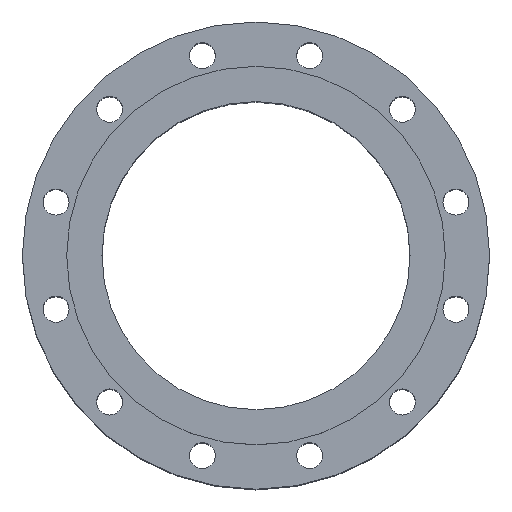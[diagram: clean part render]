
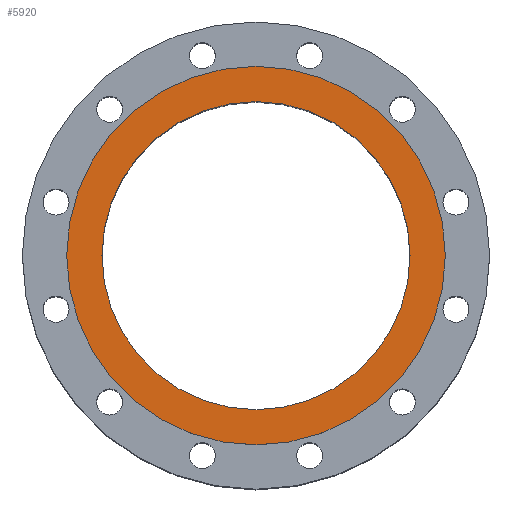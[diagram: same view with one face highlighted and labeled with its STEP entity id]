
A CAD part, top view. The second image highlights one B-rep face of the part: STEP entity #5920.
In plain terms, the highlighted planar face has unit normal (0, 0, 1).
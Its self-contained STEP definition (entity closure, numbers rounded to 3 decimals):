
#549 = AXIS2_PLACEMENT_3D ( 'NONE', #18236, #27622, #22865 ) ;
#866 = EDGE_LOOP ( 'NONE', ( #21017, #17449 ) ) ;
#2705 = DIRECTION ( 'NONE',  ( 0., 0., 1. ) ) ;
#3242 = EDGE_CURVE ( 'NONE', #26252, #3507, #9667, .T. ) ;
#3507 = VERTEX_POINT ( 'NONE', #23775 ) ;
#3720 = ORIENTED_EDGE ( 'NONE', *, *, #16461, .F. ) ;
#3835 = DIRECTION ( 'NONE',  ( 1., 0., 0. ) ) ;
#4437 = CIRCLE ( 'NONE', #4915, 130.2 ) ;
#4915 = AXIS2_PLACEMENT_3D ( 'NONE', #13233, #22620, #25083 ) ;
#5314 = CARTESIAN_POINT ( 'NONE',  ( 0., 0., 0. ) ) ;
#5920 = ADVANCED_FACE ( 'NONE', ( #23852, #6415 ), #30082, .F. ) ;
#6088 = AXIS2_PLACEMENT_3D ( 'NONE', #5314, #2705, #24239 ) ;
#6150 = CARTESIAN_POINT ( 'NONE',  ( 0., 0., 0. ) ) ;
#6385 = DIRECTION ( 'NONE',  ( 1., 0., 0. ) ) ;
#6415 = FACE_OUTER_BOUND ( 'NONE', #866, .T. ) ;
#6620 = VERTEX_POINT ( 'NONE', #22182 ) ;
#6668 = CARTESIAN_POINT ( 'NONE',  ( 130.2, 0., 0. ) ) ;
#8680 = AXIS2_PLACEMENT_3D ( 'NONE', #6150, #15521, #3835 ) ;
#8848 = ORIENTED_EDGE ( 'NONE', *, *, #15528, .F. ) ;
#9667 = CIRCLE ( 'NONE', #8680, 160. ) ;
#10545 = CARTESIAN_POINT ( 'NONE',  ( 0., 0., 0. ) ) ;
#12399 = CIRCLE ( 'NONE', #22683, 130.2 ) ;
#12993 = CARTESIAN_POINT ( 'NONE',  ( 160., 0., 0. ) ) ;
#13233 = CARTESIAN_POINT ( 'NONE',  ( 0., 0., 0. ) ) ;
#13300 = DIRECTION ( 'NONE',  ( 0., 0., 1. ) ) ;
#15521 = DIRECTION ( 'NONE',  ( 0., 0., 1. ) ) ;
#15528 = EDGE_CURVE ( 'NONE', #6620, #23653, #4437, .T. ) ;
#16215 = EDGE_LOOP ( 'NONE', ( #3720, #8848 ) ) ;
#16461 = EDGE_CURVE ( 'NONE', #23653, #6620, #12399, .T. ) ;
#17449 = ORIENTED_EDGE ( 'NONE', *, *, #26093, .T. ) ;
#18236 = CARTESIAN_POINT ( 'NONE',  ( 0., 160., 0. ) ) ;
#18841 = CIRCLE ( 'NONE', #6088, 160. ) ;
#21017 = ORIENTED_EDGE ( 'NONE', *, *, #3242, .T. ) ;
#22182 = CARTESIAN_POINT ( 'NONE',  ( -130.2, 0., 0. ) ) ;
#22620 = DIRECTION ( 'NONE',  ( 0., 0., 1. ) ) ;
#22683 = AXIS2_PLACEMENT_3D ( 'NONE', #10545, #13300, #6385 ) ;
#22865 = DIRECTION ( 'NONE',  ( -1., 0., 0. ) ) ;
#23653 = VERTEX_POINT ( 'NONE', #6668 ) ;
#23775 = CARTESIAN_POINT ( 'NONE',  ( -160., 0., 0. ) ) ;
#23852 = FACE_BOUND ( 'NONE', #16215, .T. ) ;
#24239 = DIRECTION ( 'NONE',  ( 1., 0., 0. ) ) ;
#25083 = DIRECTION ( 'NONE',  ( 1., 0., 0. ) ) ;
#26093 = EDGE_CURVE ( 'NONE', #3507, #26252, #18841, .T. ) ;
#26252 = VERTEX_POINT ( 'NONE', #12993 ) ;
#27622 = DIRECTION ( 'NONE',  ( 0., 0., -1. ) ) ;
#30082 = PLANE ( 'NONE',  #549 ) ;
